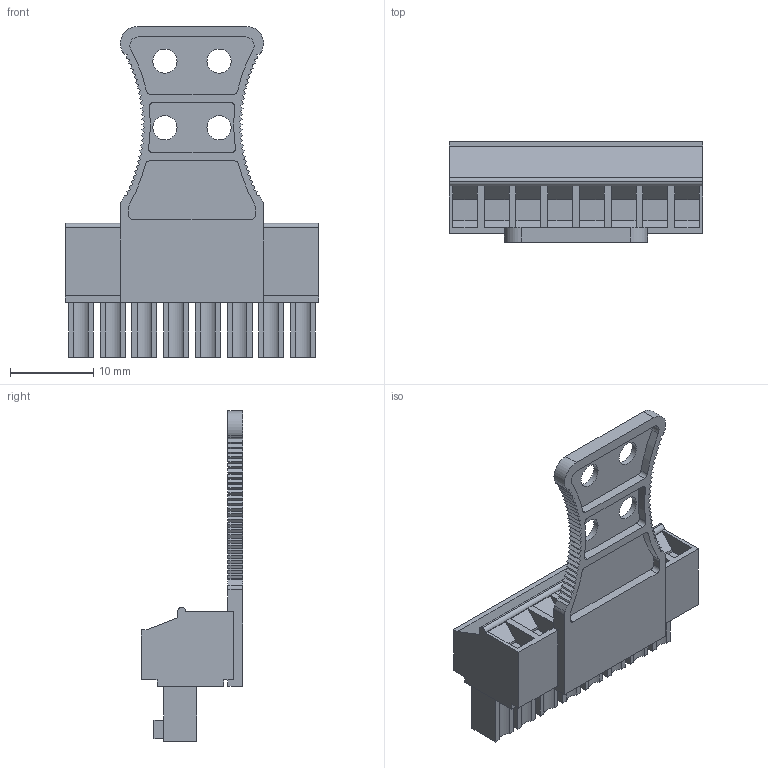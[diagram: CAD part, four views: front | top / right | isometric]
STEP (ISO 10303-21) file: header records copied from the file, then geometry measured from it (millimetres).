
FILE_DESCRIPTION(('CATIA V5 STEP Exchange','CAx-IF Rec.Pracs.--- Model Styling and Organization---1.2---2011-12-15'),'2;1');
FILE_NAME ('D1450053_0_1236300000_1236300000.stp','2018-09-19T12:19:29+00:00',('none'),('Weidmueller'),'CATIA Version 5-6 Release 2014','CATIA V5 STEP AP214','none');
FILE_SCHEMA(('AUTOMOTIVE_DESIGN { 1 0 10303 214 1 1 1 1 }'));
Length unit declared in the file: millimetre
Products named in the file (1): 1236300000
Bounding box: 30.48 x 12.2 x 39.75 mm (x, y, z)
Volume: 3460.7 mm3; surface area: 3982.4 mm2
Topology: 2 solids, 2 shells, 418 faces, 1133 edges, 754 vertices
Faces by surface type: plane 332, cylinder 70, cone 16
Entity records: 12169 total; most frequent: ORIENTED_EDGE 2266, CARTESIAN_POINT 2158, DIRECTION 1673, EDGE_CURVE 1133, VECTOR 961, LINE 961, VERTEX_POINT 754, EDGE_LOOP 461
